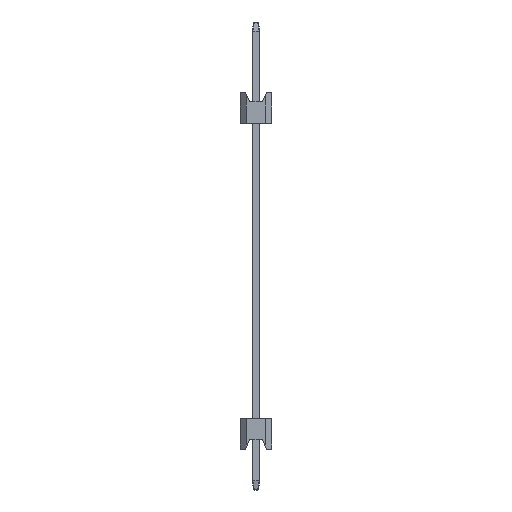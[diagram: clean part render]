
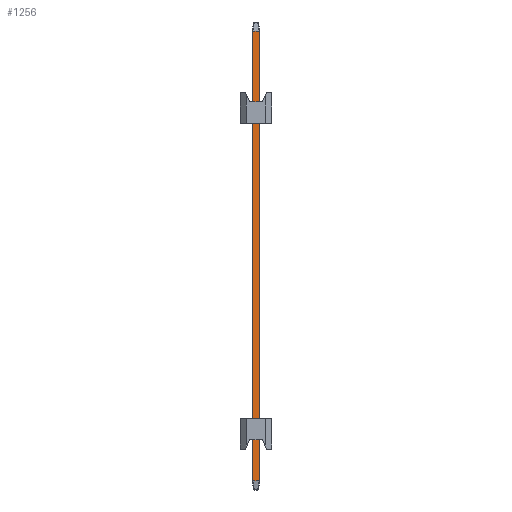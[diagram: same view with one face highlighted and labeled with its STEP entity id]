
A CAD part, left-side view. The second image highlights one B-rep face of the part: STEP entity #1256.
In plain terms, the highlighted planar face has unit normal (-1, 0, 0).
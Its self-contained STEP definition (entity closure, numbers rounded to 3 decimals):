
#186=FACE_OUTER_BOUND('',#250,.T.);
#250=EDGE_LOOP('',(#995,#996,#997,#998,#999,#1000,#1001,#1002));
#301=LINE('',#1848,#457);
#310=LINE('',#1866,#466);
#340=LINE('',#1921,#496);
#353=LINE('',#1948,#509);
#356=LINE('',#1954,#512);
#359=LINE('',#1960,#515);
#375=LINE('',#1987,#531);
#376=LINE('',#1989,#532);
#457=VECTOR('',#1482,10.);
#466=VECTOR('',#1495,10.);
#496=VECTOR('',#1545,10.);
#509=VECTOR('',#1566,10.);
#512=VECTOR('',#1571,10.);
#515=VECTOR('',#1576,10.);
#531=VECTOR('',#1610,10.);
#532=VECTOR('',#1613,10.);
#611=VERTEX_POINT('',#1846);
#612=VERTEX_POINT('',#1847);
#619=VERTEX_POINT('',#1864);
#633=VERTEX_POINT('',#1916);
#641=VERTEX_POINT('',#1940);
#644=VERTEX_POINT('',#1946);
#646=VERTEX_POINT('',#1952);
#648=VERTEX_POINT('',#1958);
#709=EDGE_CURVE('',#611,#612,#301,.T.);
#718=EDGE_CURVE('',#619,#611,#310,.T.);
#748=EDGE_CURVE('',#612,#633,#340,.T.);
#761=EDGE_CURVE('',#644,#641,#353,.T.);
#764=EDGE_CURVE('',#646,#644,#356,.T.);
#767=EDGE_CURVE('',#648,#646,#359,.T.);
#783=EDGE_CURVE('',#641,#619,#375,.T.);
#784=EDGE_CURVE('',#633,#648,#376,.T.);
#995=ORIENTED_EDGE('',*,*,#748,.F.);
#996=ORIENTED_EDGE('',*,*,#709,.F.);
#997=ORIENTED_EDGE('',*,*,#718,.F.);
#998=ORIENTED_EDGE('',*,*,#783,.F.);
#999=ORIENTED_EDGE('',*,*,#761,.F.);
#1000=ORIENTED_EDGE('',*,*,#764,.F.);
#1001=ORIENTED_EDGE('',*,*,#767,.F.);
#1002=ORIENTED_EDGE('',*,*,#784,.F.);
#1192=PLANE('',#1383);
#1256=ADVANCED_FACE('',(#186),#1192,.T.);
#1383=AXIS2_PLACEMENT_3D('',#1988,#1611,#1612);
#1482=DIRECTION('',(0.,0.,-1.));
#1495=DIRECTION('',(0.,-0.371,-0.928));
#1545=DIRECTION('',(0.,0.371,-0.928));
#1566=DIRECTION('',(0.,-0.371,0.928));
#1571=DIRECTION('',(0.,0.,1.));
#1576=DIRECTION('',(0.,0.371,0.928));
#1610=DIRECTION('',(0.,-1.,0.));
#1611=DIRECTION('center_axis',(-1.,0.,0.));
#1612=DIRECTION('ref_axis',(0.,-1.,0.));
#1613=DIRECTION('',(0.,1.,0.));
#1846=CARTESIAN_POINT('',(-0.32,-0.27,33.748));
#1847=CARTESIAN_POINT('',(-0.32,-0.27,-2.548));
#1848=CARTESIAN_POINT('',(-0.32,-0.27,0.));
#1864=CARTESIAN_POINT('',(-0.32,-0.269,33.75));
#1866=CARTESIAN_POINT('',(-0.32,-5.973,19.491));
#1916=CARTESIAN_POINT('',(-0.32,-0.269,-2.55));
#1921=CARTESIAN_POINT('',(-0.32,-0.593,-1.739));
#1940=CARTESIAN_POINT('',(-0.32,0.269,33.75));
#1946=CARTESIAN_POINT('',(-0.32,0.27,33.748));
#1948=CARTESIAN_POINT('',(-0.32,6.017,19.381));
#1952=CARTESIAN_POINT('',(-0.32,0.27,-2.548));
#1954=CARTESIAN_POINT('',(-0.32,0.27,0.));
#1958=CARTESIAN_POINT('',(-0.32,0.269,-2.55));
#1960=CARTESIAN_POINT('',(-0.32,0.637,-1.629));
#1987=CARTESIAN_POINT('',(-0.32,0.16,33.75));
#1988=CARTESIAN_POINT('Origin',(-0.32,0.32,0.));
#1989=CARTESIAN_POINT('',(-0.32,0.16,-2.55));
